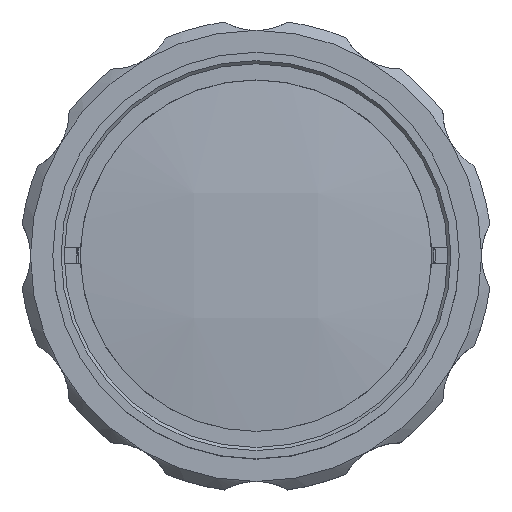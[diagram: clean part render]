
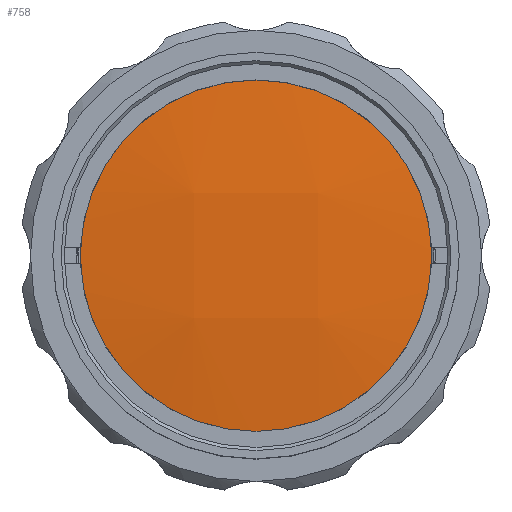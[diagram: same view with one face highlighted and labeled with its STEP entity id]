
A CAD part, top view. The second image highlights one B-rep face of the part: STEP entity #758.
In plain terms, the highlighted free-form (B-spline) face has degree [3, 3] with [4, 4] control points.
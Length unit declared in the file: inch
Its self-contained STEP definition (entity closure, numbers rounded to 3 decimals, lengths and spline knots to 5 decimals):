
#430 = DIRECTION ( 'NONE',  ( 0., 1., 0. ) ) ;
#435 = DIRECTION ( 'NONE',  ( 0., 0., 1. ) ) ;
#444 = CARTESIAN_POINT ( 'NONE',  ( 0., 0., 1.3317 ) ) ;
#758 = ADVANCED_FACE ( 'NONE', ( #2540 ), #3780, .T. ) ;
#777 = VERTEX_POINT ( 'NONE', #2062 ) ;
#1241 = EDGE_CURVE ( 'NONE', #777, #777, #1580, .T. ) ;
#1349 = ORIENTED_EDGE ( 'NONE', *, *, #1241, .T. ) ;
#1489 = CARTESIAN_POINT ( 'NONE',  ( 0.70761, -0.71291, 1.28232 ) ) ;
#1491 = CARTESIAN_POINT ( 'NONE',  ( 0.23829, -0.71291, 1.34587 ) ) ;
#1500 = CARTESIAN_POINT ( 'NONE',  ( -0.23531, -0.71291, 1.346 ) ) ;
#1504 = CARTESIAN_POINT ( 'NONE',  ( -0.70467, -0.71291, 1.28272 ) ) ;
#1509 = CARTESIAN_POINT ( 'NONE',  ( 0.71618, -0.24049, 1.3456 ) ) ;
#1511 = CARTESIAN_POINT ( 'NONE',  ( 0.24117, -0.24049, 1.40992 ) ) ;
#1519 = CARTESIAN_POINT ( 'NONE',  ( -0.23816, -0.24049, 1.41005 ) ) ;
#1524 = CARTESIAN_POINT ( 'NONE',  ( -0.7132, -0.24049, 1.34601 ) ) ;
#1525 = CARTESIAN_POINT ( 'NONE',  ( 0.7162, 0.23622, 1.34579 ) ) ;
#1535 = CARTESIAN_POINT ( 'NONE',  ( 0.24118, 0.23622, 1.41011 ) ) ;
#1540 = CARTESIAN_POINT ( 'NONE',  ( -0.23817, 0.23622, 1.41024 ) ) ;
#1542 = CARTESIAN_POINT ( 'NONE',  ( -0.71323, 0.23622, 1.3462 ) ) ;
#1551 = CARTESIAN_POINT ( 'NONE',  ( 0.70769, 0.70869, 1.28289 ) ) ;
#1557 = CARTESIAN_POINT ( 'NONE',  ( 0.23832, 0.70869, 1.34644 ) ) ;
#1579 = CARTESIAN_POINT ( 'NONE',  ( -0.70474, 0.70869, 1.28328 ) ) ;
#1580 = CIRCLE ( 'NONE', #4391, 0.70031 ) ;
#1601 = CARTESIAN_POINT ( 'NONE',  ( -0.23534, 0.70869, 1.34657 ) ) ;
#2062 = CARTESIAN_POINT ( 'NONE',  ( 0., 0.70031, 1.3317 ) ) ;
#2540 = FACE_OUTER_BOUND ( 'NONE', #3766, .T. ) ;
#3766 = EDGE_LOOP ( 'NONE', ( #1349 ) ) ;
#3780 =( BOUNDED_SURFACE ( )  B_SPLINE_SURFACE ( 3, 3, ( 
 ( #1579, #1601, #1557, #1551 ),
 ( #1542, #1540, #1535, #1525 ),
 ( #1524, #1519, #1511, #1509 ),
 ( #1504, #1500, #1491, #1489 ) ),
 .UNSPECIFIED., .F., .F., .F. ) 
 B_SPLINE_SURFACE_WITH_KNOTS ( ( 4, 4 ),
 ( 4, 4 ),
 ( 0., 1. ),
 ( 0., 1. ),
 .UNSPECIFIED. ) 
 GEOMETRIC_REPRESENTATION_ITEM ( )  RATIONAL_B_SPLINE_SURFACE ( (
 ( 1., 0.994, 0.994, 1.),
 ( 0.994, 0.988, 0.988, 0.994),
 ( 0.994, 0.988, 0.988, 0.994),
 ( 1., 0.994, 0.994, 1.) ) ) 
 REPRESENTATION_ITEM ( '' )  SURFACE ( )  );
#4391 = AXIS2_PLACEMENT_3D ( 'NONE', #444, #435, #430 ) ;
